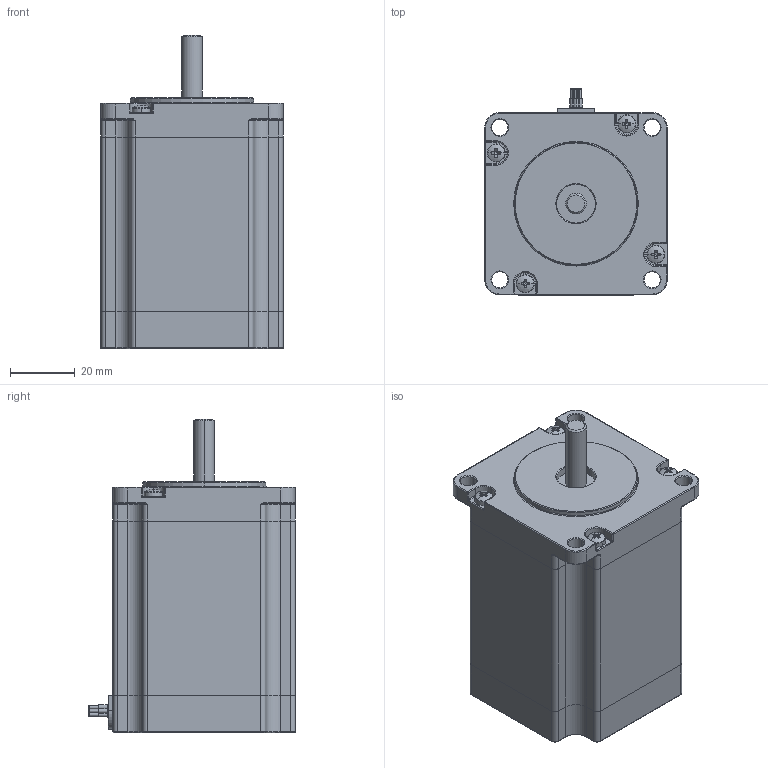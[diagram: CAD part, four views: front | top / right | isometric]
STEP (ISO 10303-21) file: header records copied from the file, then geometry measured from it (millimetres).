
FILE_DESCRIPTION (( 'STEP AP214' ), '1' );
FILE_NAME ('NEMA23 57BYGH627.STEP', '2018-04-07T07:28:40', ( '' ), ( '' ), 'SwSTEP 2.0', 'SolidWorks 2017', '' );
FILE_SCHEMA (( 'AUTOMOTIVE_DESIGN' ));
Length unit declared in the file: millimetre
Products named in the file (3): NEMA23 57BYGH627; pan head cross recess screw_iso_ISO 7045 - M3 x 30 - Z - 25C; NEMA23 Stepper_57BYGH627
Assembly tree (5 placements, depth 2):
  NEMA23 57BYGH627
    NEMA23 Stepper_57BYGH627
    pan head cross recess screw_iso_ISO 7045 - M3 x 30 - Z - 25C  x4
Bounding box: 56.4 x 63.9 x 97 mm (x, y, z)
Volume: 219049.7 mm3; surface area: 39404.4 mm2
Topology: 9 solids, 9 shells, 537 faces, 1279 edges, 750 vertices
Faces by surface type: cylinder 183, plane 165, torus 91, cone 76, sphere 14, bspline 8
Entity records: 15595 total; most frequent: CARTESIAN_POINT 2280, DIRECTION 2261, ORIENTED_EDGE 1914, EDGE_CURVE 957, AXIS2_PLACEMENT_3D 933, VERTEX_POINT 570, CIRCLE 525, EDGE_LOOP 449
